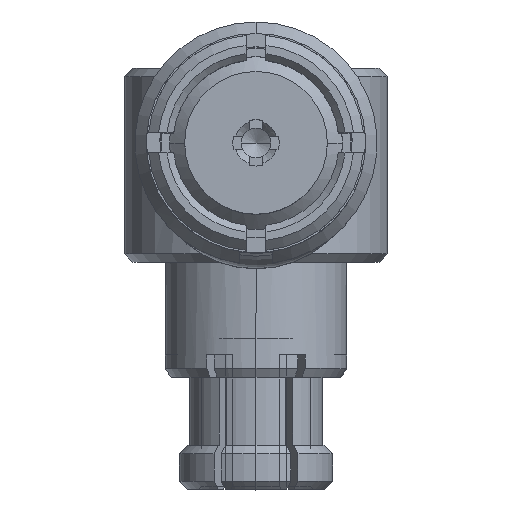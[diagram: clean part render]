
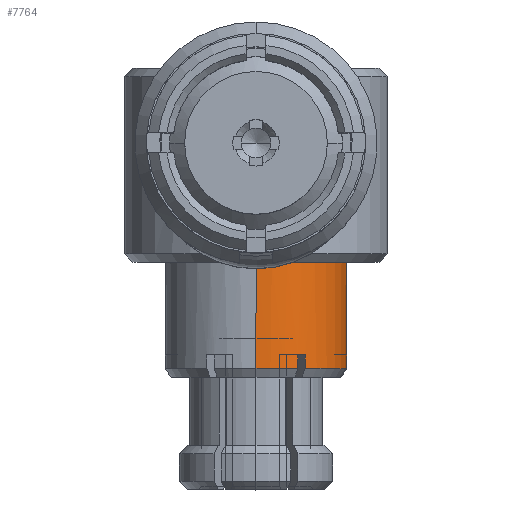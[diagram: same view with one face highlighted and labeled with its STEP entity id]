
A CAD part, top view. The second image highlights one B-rep face of the part: STEP entity #7764.
In plain terms, the highlighted cylindrical face has radius 1.371 mm (diameter 2.742 mm), a partial arc.
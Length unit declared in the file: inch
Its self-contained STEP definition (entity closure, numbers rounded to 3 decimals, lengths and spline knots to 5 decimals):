
#10 = AXIS2_PLACEMENT_3D ( 'NONE', #8169, #7450, #6669 ) ;
#108 = EDGE_CURVE ( 'NONE', #955, #1585, #5311, .T. ) ;
#115 = CARTESIAN_POINT ( 'NONE',  ( 0.73605, -0.02912, 0.04544 ) ) ;
#222 = AXIS2_PLACEMENT_3D ( 'NONE', #5479, #760, #1623 ) ;
#224 = DIRECTION ( 'NONE',  ( 1., 0., 0. ) ) ;
#406 = LINE ( 'NONE', #9028, #6678 ) ;
#467 = AXIS2_PLACEMENT_3D ( 'NONE', #4792, #7028, #5497 ) ;
#589 = LINE ( 'NONE', #6423, #3396 ) ;
#621 = ORIENTED_EDGE ( 'NONE', *, *, #5175, .T. ) ;
#649 = CARTESIAN_POINT ( 'NONE',  ( 0.728, -0.05391, 0.0025 ) ) ;
#660 = VERTEX_POINT ( 'NONE', #3216 ) ;
#707 = CARTESIAN_POINT ( 'NONE',  ( 0.73605, -0.02479, 0.04794 ) ) ;
#760 = DIRECTION ( 'NONE',  ( -1., 0., 0. ) ) ;
#803 = DIRECTION ( 'NONE',  ( 1., 0., 0. ) ) ;
#809 = CARTESIAN_POINT ( 'NONE',  ( 0.673, 0., -0.05397 ) ) ;
#896 = EDGE_CURVE ( 'NONE', #7036, #7675, #589, .T. ) ;
#955 = VERTEX_POINT ( 'NONE', #115 ) ;
#977 = DIRECTION ( 'NONE',  ( 0., 0., 1. ) ) ;
#1132 = VECTOR ( 'NONE', #2023, 39.37008 ) ;
#1145 = VERTEX_POINT ( 'NONE', #9053 ) ;
#1207 = DIRECTION ( 'NONE',  ( -1., 0., 0. ) ) ;
#1258 = ORIENTED_EDGE ( 'NONE', *, *, #2258, .T. ) ;
#1394 = DIRECTION ( 'NONE',  ( -1., 0., 0. ) ) ;
#1496 = EDGE_CURVE ( 'NONE', #1145, #660, #4836, .T. ) ;
#1585 = VERTEX_POINT ( 'NONE', #7771 ) ;
#1623 = DIRECTION ( 'NONE',  ( 0., 0., 1. ) ) ;
#1667 = DIRECTION ( 'NONE',  ( -1., 0., 0. ) ) ;
#1706 = CARTESIAN_POINT ( 'NONE',  ( 0.728, -0.02912, 0.04544 ) ) ;
#1923 = ORIENTED_EDGE ( 'NONE', *, *, #5033, .T. ) ;
#1980 = EDGE_LOOP ( 'NONE', ( #5096, #4598, #8090, #2510, #4192, #2317, #4222, #1258, #3998, #7957, #6094, #7657, #621, #6385, #3659, #1923 ) ) ;
#1990 = CARTESIAN_POINT ( 'NONE',  ( 0.728, 0., 0. ) ) ;
#2023 = DIRECTION ( 'NONE',  ( -1., 0., 0. ) ) ;
#2068 = LINE ( 'NONE', #8591, #1132 ) ;
#2136 = EDGE_CURVE ( 'NONE', #5584, #955, #6319, .T. ) ;
#2258 = EDGE_CURVE ( 'NONE', #4078, #3345, #8479, .T. ) ;
#2317 = ORIENTED_EDGE ( 'NONE', *, *, #1496, .T. ) ;
#2370 = CARTESIAN_POINT ( 'NONE',  ( 0.728, -0.05391, 0.0025 ) ) ;
#2409 = EDGE_CURVE ( 'NONE', #4892, #8544, #2068, .T. ) ;
#2447 = VERTEX_POINT ( 'NONE', #7157 ) ;
#2509 = DIRECTION ( 'NONE',  ( -1., 0., 0. ) ) ;
#2510 = ORIENTED_EDGE ( 'NONE', *, *, #3580, .T. ) ;
#3081 = EDGE_CURVE ( 'NONE', #1585, #2447, #6716, .T. ) ;
#3129 = VERTEX_POINT ( 'NONE', #707 ) ;
#3131 = EDGE_CURVE ( 'NONE', #3345, #5584, #4501, .T. ) ;
#3205 = CIRCLE ( 'NONE', #5659, 0.05397 ) ;
#3216 = CARTESIAN_POINT ( 'NONE',  ( 0.73605, -0.05391, -0.0025 ) ) ;
#3326 = CIRCLE ( 'NONE', #3792, 0.05397 ) ;
#3345 = VERTEX_POINT ( 'NONE', #649 ) ;
#3396 = VECTOR ( 'NONE', #5716, 39.37008 ) ;
#3402 = EDGE_CURVE ( 'NONE', #7036, #4892, #9015, .T. ) ;
#3570 = CARTESIAN_POINT ( 'NONE',  ( 0.728, -0.02479, -0.04794 ) ) ;
#3580 = EDGE_CURVE ( 'NONE', #8544, #5741, #3205, .T. ) ;
#3628 = CARTESIAN_POINT ( 'NONE',  ( 0.73605, 0., 0. ) ) ;
#3659 = ORIENTED_EDGE ( 'NONE', *, *, #8374, .T. ) ;
#3792 = AXIS2_PLACEMENT_3D ( 'NONE', #6041, #7410, #977 ) ;
#3854 = LINE ( 'NONE', #6777, #6351 ) ;
#3992 = FACE_OUTER_BOUND ( 'NONE', #1980, .T. ) ;
#3998 = ORIENTED_EDGE ( 'NONE', *, *, #3131, .T. ) ;
#4074 = DIRECTION ( 'NONE',  ( 1., 0., 0. ) ) ;
#4078 = VERTEX_POINT ( 'NONE', #5589 ) ;
#4124 = EDGE_CURVE ( 'NONE', #3129, #4991, #5831, .T. ) ;
#4141 = VERTEX_POINT ( 'NONE', #7948 ) ;
#4192 = ORIENTED_EDGE ( 'NONE', *, *, #6567, .T. ) ;
#4222 = ORIENTED_EDGE ( 'NONE', *, *, #8881, .T. ) ;
#4501 = LINE ( 'NONE', #2370, #6096 ) ;
#4598 = ORIENTED_EDGE ( 'NONE', *, *, #3402, .T. ) ;
#4792 = CARTESIAN_POINT ( 'NONE',  ( 0.73605, 0., 0. ) ) ;
#4836 = CIRCLE ( 'NONE', #6658, 0.05397 ) ;
#4892 = VERTEX_POINT ( 'NONE', #8078 ) ;
#4991 = VERTEX_POINT ( 'NONE', #8887 ) ;
#5033 = EDGE_CURVE ( 'NONE', #4141, #7675, #3326, .T. ) ;
#5096 = ORIENTED_EDGE ( 'NONE', *, *, #896, .F. ) ;
#5175 = EDGE_CURVE ( 'NONE', #2447, #3129, #9206, .T. ) ;
#5311 = LINE ( 'NONE', #1706, #5706 ) ;
#5398 = CYLINDRICAL_SURFACE ( 'NONE', #6598, 0.05397 ) ;
#5479 = CARTESIAN_POINT ( 'NONE',  ( 0.728, 0., 0. ) ) ;
#5497 = DIRECTION ( 'NONE',  ( 0., 0., 1. ) ) ;
#5584 = VERTEX_POINT ( 'NONE', #6945 ) ;
#5589 = CARTESIAN_POINT ( 'NONE',  ( 0.728, -0.05391, -0.0025 ) ) ;
#5659 = AXIS2_PLACEMENT_3D ( 'NONE', #6856, #8445, #7539 ) ;
#5706 = VECTOR ( 'NONE', #1667, 39.37008 ) ;
#5716 = DIRECTION ( 'NONE',  ( -1., 0., 0. ) ) ;
#5741 = VERTEX_POINT ( 'NONE', #6557 ) ;
#5743 = DIRECTION ( 'NONE',  ( 0., 0., 1. ) ) ;
#5831 = CIRCLE ( 'NONE', #467, 0.05397 ) ;
#6041 = CARTESIAN_POINT ( 'NONE',  ( 0.673, 0., 0. ) ) ;
#6094 = ORIENTED_EDGE ( 'NONE', *, *, #108, .T. ) ;
#6096 = VECTOR ( 'NONE', #803, 39.37008 ) ;
#6181 = DIRECTION ( 'NONE',  ( -1., 0., 0. ) ) ;
#6319 = CIRCLE ( 'NONE', #9237, 0.05397 ) ;
#6351 = VECTOR ( 'NONE', #224, 39.37008 ) ;
#6385 = ORIENTED_EDGE ( 'NONE', *, *, #4124, .T. ) ;
#6423 = CARTESIAN_POINT ( 'NONE',  ( -0.022, 0., -0.05397 ) ) ;
#6524 = VECTOR ( 'NONE', #6181, 39.37008 ) ;
#6557 = CARTESIAN_POINT ( 'NONE',  ( 0.728, -0.02912, -0.04544 ) ) ;
#6567 = EDGE_CURVE ( 'NONE', #5741, #1145, #3854, .T. ) ;
#6598 = AXIS2_PLACEMENT_3D ( 'NONE', #8985, #2509, #8460 ) ;
#6658 = AXIS2_PLACEMENT_3D ( 'NONE', #6901, #1207, #8483 ) ;
#6669 = DIRECTION ( 'NONE',  ( 0., 0., 1. ) ) ;
#6678 = VECTOR ( 'NONE', #6825, 39.37008 ) ;
#6716 = CIRCLE ( 'NONE', #7024, 0.05397 ) ;
#6773 = CARTESIAN_POINT ( 'NONE',  ( 0.728, -0.05391, -0.0025 ) ) ;
#6777 = CARTESIAN_POINT ( 'NONE',  ( 0.728, -0.02912, -0.04544 ) ) ;
#6825 = DIRECTION ( 'NONE',  ( -1., 0., 0. ) ) ;
#6856 = CARTESIAN_POINT ( 'NONE',  ( 0.728, 0., 0. ) ) ;
#6901 = CARTESIAN_POINT ( 'NONE',  ( 0.73605, 0., 0. ) ) ;
#6945 = CARTESIAN_POINT ( 'NONE',  ( 0.73605, -0.05391, 0.0025 ) ) ;
#7024 = AXIS2_PLACEMENT_3D ( 'NONE', #1990, #7125, #8654 ) ;
#7028 = DIRECTION ( 'NONE',  ( -1., 0., 0. ) ) ;
#7036 = VERTEX_POINT ( 'NONE', #8772 ) ;
#7125 = DIRECTION ( 'NONE',  ( -1., 0., 0. ) ) ;
#7157 = CARTESIAN_POINT ( 'NONE',  ( 0.728, -0.02479, 0.04794 ) ) ;
#7322 = VECTOR ( 'NONE', #4074, 39.37008 ) ;
#7410 = DIRECTION ( 'NONE',  ( 1., 0., 0. ) ) ;
#7450 = DIRECTION ( 'NONE',  ( -1., 0., 0. ) ) ;
#7539 = DIRECTION ( 'NONE',  ( 0., 0., 1. ) ) ;
#7657 = ORIENTED_EDGE ( 'NONE', *, *, #3081, .T. ) ;
#7675 = VERTEX_POINT ( 'NONE', #809 ) ;
#7764 = ADVANCED_FACE ( 'NONE', ( #3992 ), #5398, .T. ) ;
#7771 = CARTESIAN_POINT ( 'NONE',  ( 0.728, -0.02912, 0.04544 ) ) ;
#7779 = CARTESIAN_POINT ( 'NONE',  ( 0.728, -0.02479, 0.04794 ) ) ;
#7948 = CARTESIAN_POINT ( 'NONE',  ( 0.673, 0., 0.05397 ) ) ;
#7957 = ORIENTED_EDGE ( 'NONE', *, *, #2136, .T. ) ;
#8078 = CARTESIAN_POINT ( 'NONE',  ( 0.73605, -0.02479, -0.04794 ) ) ;
#8090 = ORIENTED_EDGE ( 'NONE', *, *, #2409, .T. ) ;
#8169 = CARTESIAN_POINT ( 'NONE',  ( 0.73605, 0., 0. ) ) ;
#8374 = EDGE_CURVE ( 'NONE', #4991, #4141, #406, .T. ) ;
#8445 = DIRECTION ( 'NONE',  ( -1., 0., 0. ) ) ;
#8460 = DIRECTION ( 'NONE',  ( 0., 0., 1. ) ) ;
#8479 = CIRCLE ( 'NONE', #222, 0.05397 ) ;
#8483 = DIRECTION ( 'NONE',  ( 0., 0., 1. ) ) ;
#8544 = VERTEX_POINT ( 'NONE', #3570 ) ;
#8591 = CARTESIAN_POINT ( 'NONE',  ( 0.728, -0.02479, -0.04794 ) ) ;
#8654 = DIRECTION ( 'NONE',  ( 0., 0., 1. ) ) ;
#8772 = CARTESIAN_POINT ( 'NONE',  ( 0.73605, 0., -0.05397 ) ) ;
#8881 = EDGE_CURVE ( 'NONE', #660, #4078, #9164, .T. ) ;
#8887 = CARTESIAN_POINT ( 'NONE',  ( 0.73605, 0., 0.05397 ) ) ;
#8985 = CARTESIAN_POINT ( 'NONE',  ( -0.022, 0., 0. ) ) ;
#9015 = CIRCLE ( 'NONE', #10, 0.05397 ) ;
#9028 = CARTESIAN_POINT ( 'NONE',  ( -0.022, 0., 0.05397 ) ) ;
#9053 = CARTESIAN_POINT ( 'NONE',  ( 0.73605, -0.02912, -0.04544 ) ) ;
#9164 = LINE ( 'NONE', #6773, #6524 ) ;
#9206 = LINE ( 'NONE', #7779, #7322 ) ;
#9237 = AXIS2_PLACEMENT_3D ( 'NONE', #3628, #1394, #5743 ) ;
